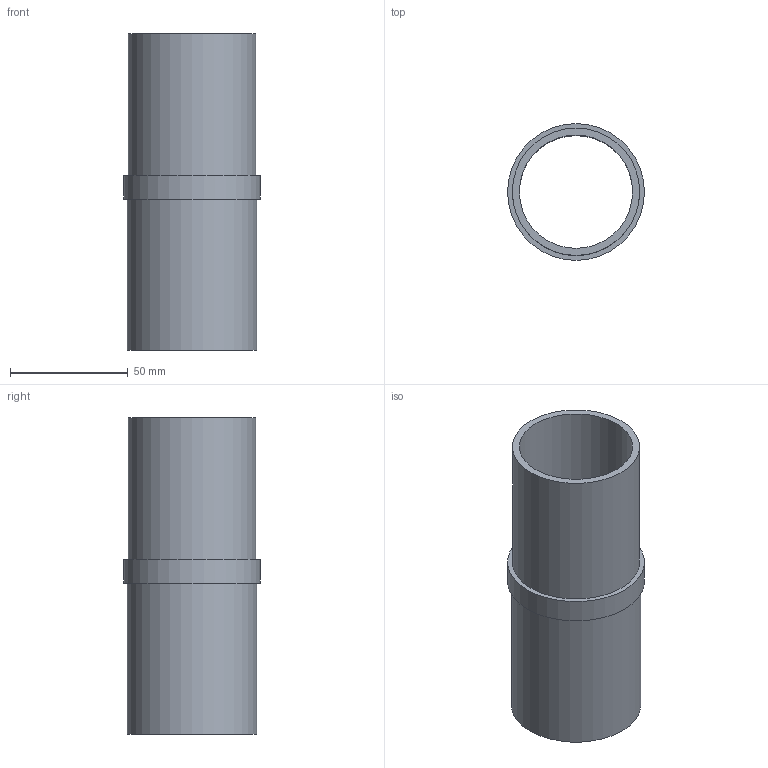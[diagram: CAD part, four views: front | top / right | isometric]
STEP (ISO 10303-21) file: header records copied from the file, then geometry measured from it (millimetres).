
FILE_DESCRIPTION(('FreeCAD Model'),'2;1');
FILE_NAME('tube1.step', '2014-03-07T02:16:08',('FreeCAD'),('FreeCAD'), 'Open CASCADE STEP processor 6.5','FreeCAD','Unknown');
FILE_SCHEMA(('AUTOMOTIVE_DESIGN_CC2 { 1 2 10303 214 -1 1 5 4 }'));
Length unit declared in the file: millimetre
Products named in the file (1): tube1
Bounding box: 58 x 58 x 134 mm (x, y, z)
Volume: 73406.5 mm3; surface area: 44931.1 mm2
Topology: 1 solids, 1 shells, 10 faces, 16 edges, 10 vertices
Faces by surface type: cylinder 6, plane 4
Full cylindrical faces by diameter (mm): 48 x3, 54 x1, 55 x1, 58 x1
Entity records: 491 total; most frequent: CARTESIAN_POINT 117, DIRECTION 72, ORIENTED_EDGE 32, PCURVE 32, DEFINITIONAL_REPRESENTATION 32, LINE 30, VECTOR 30, AXIS2_PLACEMENT_3D 21
